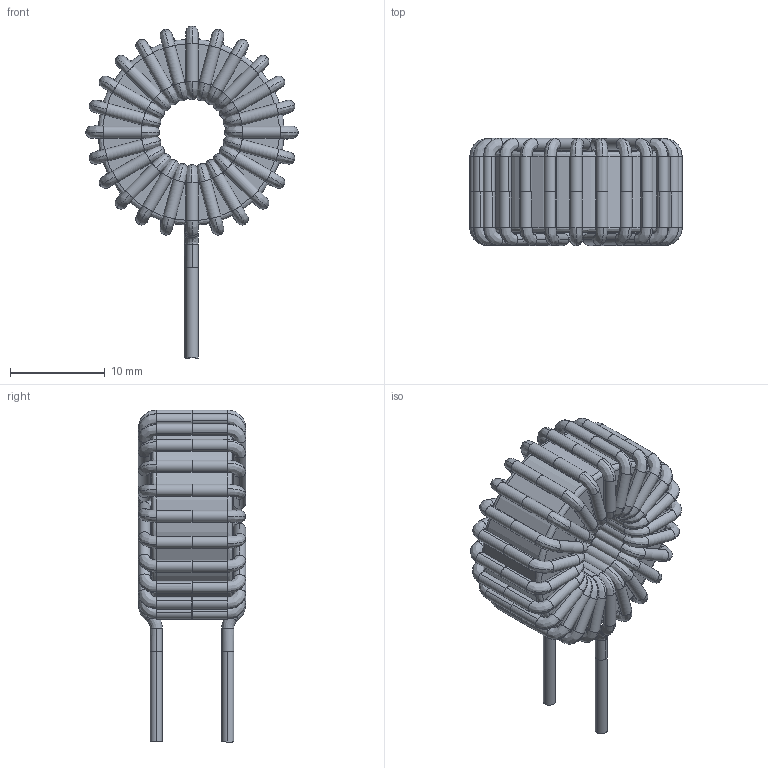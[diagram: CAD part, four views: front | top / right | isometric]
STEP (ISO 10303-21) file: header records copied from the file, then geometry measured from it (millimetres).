
FILE_DESCRIPTION (( 'STEP AP214' ), '1' );
FILE_NAME ('User Library-5701-RC.STEP', '2014-11-18T17:17:21', ( 'Windows User' ), ( '' ), 'SwSTEP 2.0', 'SolidWorks 2015', '' );
FILE_SCHEMA (( 'AUTOMOTIVE_DESIGN' ));
Length unit declared in the file: centimetre
Products named in the file (15): User Library-5701-RC_ONE_WINDING; User Library-5701-RC_WINDING 2_all; User Library-5701-RC_WINDING 1_all; User Library-5701-RC; User Library-5701-RC_WIRE2; User Library-5701-RC_WIRE1; User Library-5701-RC_WIRE1_BOT; User Library-5701-RC_TOROID_1965X855X500; User Library-5701-RC_QUARTER_WINDING_LAST; User Library-5701-RC_ONE_WINDING_LAST; User Library-5701-RC_WINDING _2_last; User Library-5701-RC_WINDING_ 1_first; User Library-5701-RC_QUARTER_WINDING
Assembly tree (27 placements, depth 4):
  User Library-5701-RC
    User Library-5701-RC_QUARTER_WINDING  x3
      User Library-5701-RC_ONE_WINDING
        User Library-5701-RC_WINDING 1_all
        User Library-5701-RC_WINDING 2_all
    User Library-5701-RC_QUARTER_WINDING_LAST
      User Library-5701-RC_ONE_WINDING  x5
        User Library-5701-RC_WINDING 1_all
        User Library-5701-RC_WINDING 2_all
      User Library-5701-RC_ONE_WINDING_LAST
        User Library-5701-RC_WINDING_ 1_first
        User Library-5701-RC_WINDING _2_last
    User Library-5701-RC_TOROID_1965X855X500
    User Library-5701-RC_WIRE1
      User Library-5701-RC_WIRE1
      User Library-5701-RC_WIRE1_BOT
    User Library-5701-RC_WIRE2
      User Library-5701-RC_WIRE2
      User Library-5701-RC_WIRE1_BOT
Bounding box: 22.42 x 11.32 x 35.03 mm (x, y, z)
Volume: 2929 mm3; surface area: 4399.6 mm2
Topology: 53 solids, 53 shells, 612 faces, 1382 edges, 876 vertices
Faces by surface type: cylinder 300, bspline 206, plane 106
Entity records: 7343 total; most frequent: CARTESIAN_POINT 4133, DIRECTION 408, ORIENTED_EDGE 376, EDGE_CURVE 188, AXIS2_PLACEMENT_3D 186, VERTEX_POINT 124, UNCERTAINTY_MEASURE_WITH_UNIT 111, CIRCLE 100
